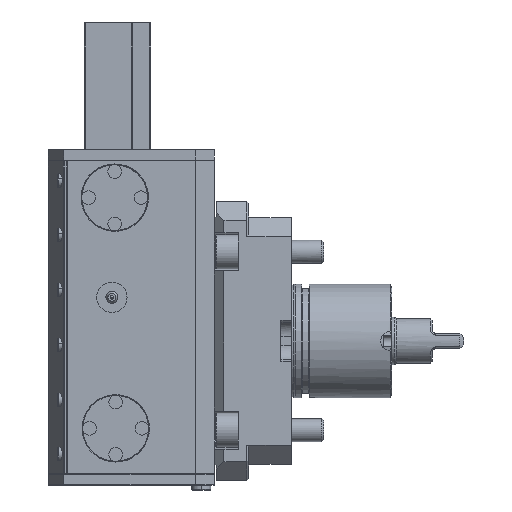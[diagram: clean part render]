
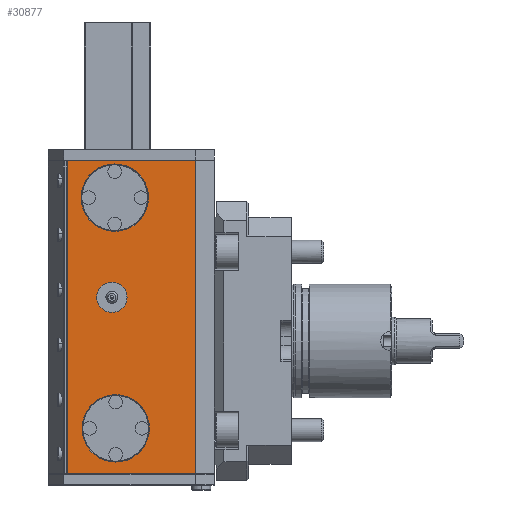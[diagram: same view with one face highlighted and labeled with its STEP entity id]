
A CAD part, left-side view. The second image highlights one B-rep face of the part: STEP entity #30877.
In plain terms, the highlighted planar face has unit normal (-1, 0, 0).
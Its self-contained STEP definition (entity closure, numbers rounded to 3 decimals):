
#544 = AXIS2_PLACEMENT_3D ( 'NONE', #3938, #19741, #32878 ) ;
#1311 = CIRCLE ( 'NONE', #16239, 17.75 ) ;
#1769 = ORIENTED_EDGE ( 'NONE', *, *, #17378, .F. ) ;
#2912 = CARTESIAN_POINT ( 'NONE',  ( -55.5, 10., -70. ) ) ;
#3938 = CARTESIAN_POINT ( 'NONE',  ( -55.5, 52., -46. ) ) ;
#3952 = ORIENTED_EDGE ( 'NONE', *, *, #9857, .F. ) ;
#4001 = AXIS2_PLACEMENT_3D ( 'NONE', #10809, #21480, #8225 ) ;
#4051 = VECTOR ( 'NONE', #10676, 1000. ) ;
#4406 = VECTOR ( 'NONE', #33981, 1000. ) ;
#4751 = ORIENTED_EDGE ( 'NONE', *, *, #16802, .T. ) ;
#5261 = CARTESIAN_POINT ( 'NONE',  ( -55.5, 34.25, -46. ) ) ;
#5275 = CARTESIAN_POINT ( 'NONE',  ( -55.5, 52.5, 75.5 ) ) ;
#5542 = DIRECTION ( 'NONE',  ( 0., 1., 0. ) ) ;
#5561 = LINE ( 'NONE', #32411, #22408 ) ;
#6395 = DIRECTION ( 'NONE',  ( 0., 1., 0. ) ) ;
#7028 = DIRECTION ( 'NONE',  ( -1., 0., 0. ) ) ;
#7494 = CARTESIAN_POINT ( 'NONE',  ( -55.5, 10., -70. ) ) ;
#7811 = EDGE_CURVE ( 'NONE', #27523, #30740, #23237, .T. ) ;
#8115 = CARTESIAN_POINT ( 'NONE',  ( -55.5, 54., 23. ) ) ;
#8130 = LINE ( 'NONE', #18740, #19346 ) ;
#8225 = DIRECTION ( 'NONE',  ( 0., 1., 0. ) ) ;
#9415 = CARTESIAN_POINT ( 'NONE',  ( -55.5, 34.75, 75.5 ) ) ;
#9857 = EDGE_CURVE ( 'NONE', #13024, #16252, #17178, .T. ) ;
#10473 = CIRCLE ( 'NONE', #22760, 17.75 ) ;
#10652 = AXIS2_PLACEMENT_3D ( 'NONE', #5275, #16160, #21077 ) ;
#10676 = DIRECTION ( 'NONE',  ( 0., 0., 1. ) ) ;
#10809 = CARTESIAN_POINT ( 'NONE',  ( -55.5, 54., 23. ) ) ;
#11080 = VERTEX_POINT ( 'NONE', #26822 ) ;
#11185 = ORIENTED_EDGE ( 'NONE', *, *, #31705, .T. ) ;
#12216 = EDGE_LOOP ( 'NONE', ( #11185, #26427, #32507, #4751 ) ) ;
#12279 = LINE ( 'NONE', #12599, #4406 ) ;
#12302 = CARTESIAN_POINT ( 'NONE',  ( -55.5, 62., 23. ) ) ;
#12469 = FACE_BOUND ( 'NONE', #29340, .T. ) ;
#12532 = EDGE_CURVE ( 'NONE', #21684, #19352, #12279, .T. ) ;
#12599 = CARTESIAN_POINT ( 'NONE',  ( -55.5, 10., -70. ) ) ;
#12615 = AXIS2_PLACEMENT_3D ( 'NONE', #8115, #29393, #5542 ) ;
#12967 = CARTESIAN_POINT ( 'NONE',  ( -55.5, 10., 95. ) ) ;
#13024 = VERTEX_POINT ( 'NONE', #5261 ) ;
#13331 = VERTEX_POINT ( 'NONE', #12967 ) ;
#13695 = DIRECTION ( 'NONE',  ( -1., 0., 0. ) ) ;
#14225 = DIRECTION ( 'NONE',  ( 0., 1., 0. ) ) ;
#14585 = CIRCLE ( 'NONE', #10652, 17.75 ) ;
#15602 = DIRECTION ( 'NONE',  ( 0., 1., 0. ) ) ;
#15774 = FACE_BOUND ( 'NONE', #22989, .T. ) ;
#15997 = ORIENTED_EDGE ( 'NONE', *, *, #23869, .F. ) ;
#16028 = CARTESIAN_POINT ( 'NONE',  ( -55.5, 69.75, -46. ) ) ;
#16160 = DIRECTION ( 'NONE',  ( -1., 0., 0. ) ) ;
#16239 = AXIS2_PLACEMENT_3D ( 'NONE', #23364, #7028, #17603 ) ;
#16252 = VERTEX_POINT ( 'NONE', #16028 ) ;
#16645 = DIRECTION ( 'NONE',  ( 0., 0., 1. ) ) ;
#16802 = EDGE_CURVE ( 'NONE', #21684, #13331, #26748, .T. ) ;
#17124 = EDGE_LOOP ( 'NONE', ( #15997, #26689 ) ) ;
#17178 = CIRCLE ( 'NONE', #544, 17.75 ) ;
#17378 = EDGE_CURVE ( 'NONE', #16252, #13024, #1311, .T. ) ;
#17603 = DIRECTION ( 'NONE',  ( 0., 1., 0. ) ) ;
#18740 = CARTESIAN_POINT ( 'NONE',  ( -55.5, 10., 95. ) ) ;
#18889 = EDGE_CURVE ( 'NONE', #30740, #27523, #30128, .T. ) ;
#19085 = VERTEX_POINT ( 'NONE', #31309 ) ;
#19346 = VECTOR ( 'NONE', #6395, 1000. ) ;
#19352 = VERTEX_POINT ( 'NONE', #24373 ) ;
#19741 = DIRECTION ( 'NONE',  ( -1., 0., 0. ) ) ;
#20991 = ORIENTED_EDGE ( 'NONE', *, *, #18889, .T. ) ;
#21077 = DIRECTION ( 'NONE',  ( 0., 1., 0. ) ) ;
#21472 = CARTESIAN_POINT ( 'NONE',  ( -55.5, 46., 23. ) ) ;
#21480 = DIRECTION ( 'NONE',  ( 1., 0., 0. ) ) ;
#21684 = VERTEX_POINT ( 'NONE', #28272 ) ;
#22408 = VECTOR ( 'NONE', #16645, 1000. ) ;
#22760 = AXIS2_PLACEMENT_3D ( 'NONE', #27525, #13695, #14225 ) ;
#22894 = AXIS2_PLACEMENT_3D ( 'NONE', #7494, #28742, #15602 ) ;
#22989 = EDGE_LOOP ( 'NONE', ( #25840, #20991 ) ) ;
#23237 = CIRCLE ( 'NONE', #12615, 8. ) ;
#23364 = CARTESIAN_POINT ( 'NONE',  ( -55.5, 52., -46. ) ) ;
#23869 = EDGE_CURVE ( 'NONE', #19085, #32465, #10473, .T. ) ;
#24373 = CARTESIAN_POINT ( 'NONE',  ( -55.5, 77.5, -70. ) ) ;
#24763 = EDGE_CURVE ( 'NONE', #32465, #19085, #14585, .T. ) ;
#25840 = ORIENTED_EDGE ( 'NONE', *, *, #7811, .T. ) ;
#26427 = ORIENTED_EDGE ( 'NONE', *, *, #33642, .F. ) ;
#26428 = FACE_BOUND ( 'NONE', #17124, .T. ) ;
#26689 = ORIENTED_EDGE ( 'NONE', *, *, #24763, .F. ) ;
#26748 = LINE ( 'NONE', #2912, #4051 ) ;
#26822 = CARTESIAN_POINT ( 'NONE',  ( -55.5, 77.5, 95. ) ) ;
#27523 = VERTEX_POINT ( 'NONE', #12302 ) ;
#27525 = CARTESIAN_POINT ( 'NONE',  ( -55.5, 52.5, 75.5 ) ) ;
#28272 = CARTESIAN_POINT ( 'NONE',  ( -55.5, 10., -70. ) ) ;
#28742 = DIRECTION ( 'NONE',  ( 1., 0., 0. ) ) ;
#28909 = PLANE ( 'NONE',  #22894 ) ;
#29340 = EDGE_LOOP ( 'NONE', ( #1769, #3952 ) ) ;
#29393 = DIRECTION ( 'NONE',  ( 1., 0., 0. ) ) ;
#30128 = CIRCLE ( 'NONE', #4001, 8. ) ;
#30740 = VERTEX_POINT ( 'NONE', #21472 ) ;
#30877 = ADVANCED_FACE ( 'Defeature completata1_112', ( #12469, #26428, #31378, #15774 ), #28909, .F. ) ;
#31309 = CARTESIAN_POINT ( 'NONE',  ( -55.5, 70.25, 75.5 ) ) ;
#31378 = FACE_OUTER_BOUND ( 'NONE', #12216, .T. ) ;
#31705 = EDGE_CURVE ( 'NONE', #13331, #11080, #8130, .T. ) ;
#32411 = CARTESIAN_POINT ( 'NONE',  ( -55.5, 77.5, -70. ) ) ;
#32465 = VERTEX_POINT ( 'NONE', #9415 ) ;
#32507 = ORIENTED_EDGE ( 'NONE', *, *, #12532, .F. ) ;
#32878 = DIRECTION ( 'NONE',  ( 0., 1., 0. ) ) ;
#33642 = EDGE_CURVE ( 'NONE', #19352, #11080, #5561, .T. ) ;
#33981 = DIRECTION ( 'NONE',  ( 0., 1., 0. ) ) ;
